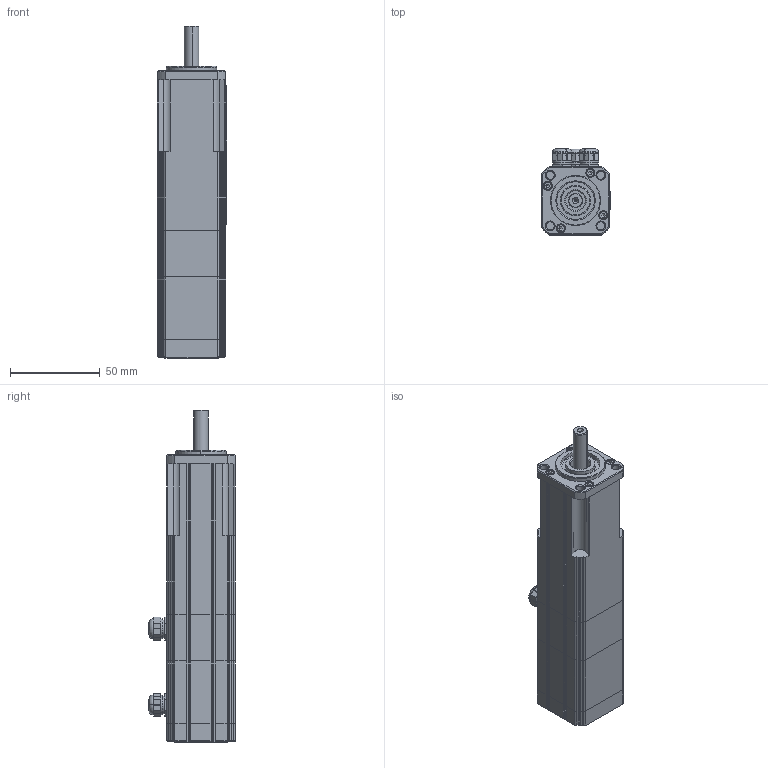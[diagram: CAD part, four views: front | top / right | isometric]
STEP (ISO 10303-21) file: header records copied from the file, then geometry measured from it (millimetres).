
FILE_DESCRIPTION((''),'2;1');
FILE_NAME('FP-23 + Resolver + Fre.stp','2011-09-19T12:42:15',('jlopez'),(''),'Autodesk Inventor 9','Autodesk Inventor 9','');
FILE_SCHEMA(('AUTOMOTIVE_DESIGN { 1 0 10303 214 1 1 1 1 }'));
Length unit declared in the file: millimetre
Products named in the file (1): Pieza1
Bounding box: 38.5 x 48 x 185.2 mm (x, y, z)
Volume: 217898.5 mm3; surface area: 35565.7 mm2
Topology: 1 solids, 9 shells, 834 faces, 1958 edges, 1181 vertices
Faces by surface type: plane 522, cylinder 158, cone 69, bspline 63, torus 22
Entity records: 24099 total; most frequent: CARTESIAN_POINT 5231, DIRECTION 3922, ORIENTED_EDGE 3880, EDGE_CURVE 1940, AXIS2_PLACEMENT_3D 1314, VECTOR 1294, LINE 1294, VERTEX_POINT 1181
